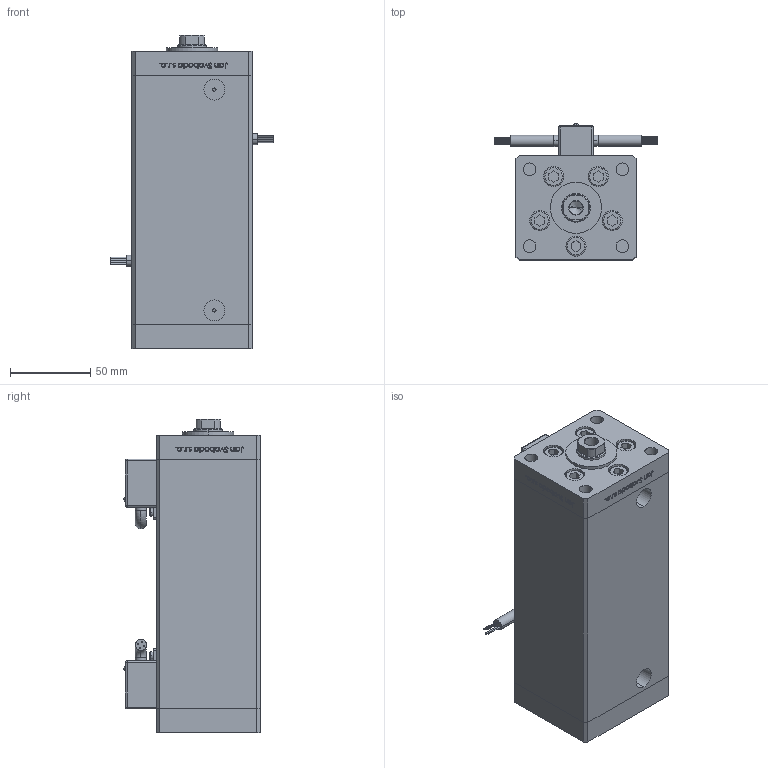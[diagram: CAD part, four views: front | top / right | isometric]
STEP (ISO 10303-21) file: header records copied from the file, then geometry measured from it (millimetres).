
FILE_DESCRIPTION (( 'STEP AP203' ), '1' );
FILE_NAME ('7754.STEP', '2024-01-08T22:48:29', ( '' ), ( '' ), 'SwSTEP 2.0', 'SolidWorks 2019', '' );
FILE_SCHEMA (( 'CONFIG_CONTROL_DESIGN' ));
Length unit declared in the file: millimetre
Products named in the file (7): V220C_B MIDDLE 25b0a237efdda72397fbcf887fe6cef1; ALLEN BOLT 25b0a237efdda72397fbcf887fe6cef1; V220C_VC_B 25b0a237efdda72397fbcf887fe6cef1; V220C BACK_B 25b0a237efdda72397fbcf887fe6cef1; 7754; V220C_FRONT_B 25b0a237efdda72397fbcf887fe6cef1; Magnetic_Switch_MSU4 25b0a237efdda72397fbcf887fe6cef1
Assembly tree (16 placements, depth 2):
  7754
    V220C_B MIDDLE 25b0a237efdda72397fbcf887fe6cef1
    V220C BACK_B 25b0a237efdda72397fbcf887fe6cef1
    V220C_FRONT_B 25b0a237efdda72397fbcf887fe6cef1
    V220C_VC_B 25b0a237efdda72397fbcf887fe6cef1
    Magnetic_Switch_MSU4 25b0a237efdda72397fbcf887fe6cef1  x2
    ALLEN BOLT 25b0a237efdda72397fbcf887fe6cef1  x10
Bounding box: 101.6 x 85.1 x 196 mm (x, y, z)
Volume: 842656.4 mm3; surface area: 147824.5 mm2
Topology: 16 solids, 18 shells, 1387 faces, 3415 edges, 2213 vertices
Faces by surface type: plane 540, bspline 484, cylinder 237, torus 52, cone 50, sphere 24
Entity records: 55217 total; most frequent: CARTESIAN_POINT 30850, ORIENTED_EDGE 5524, DIRECTION 3372, EDGE_CURVE 2762, VERTEX_POINT 1824, LINE 1424, VECTOR 1424, EDGE_LOOP 1268
